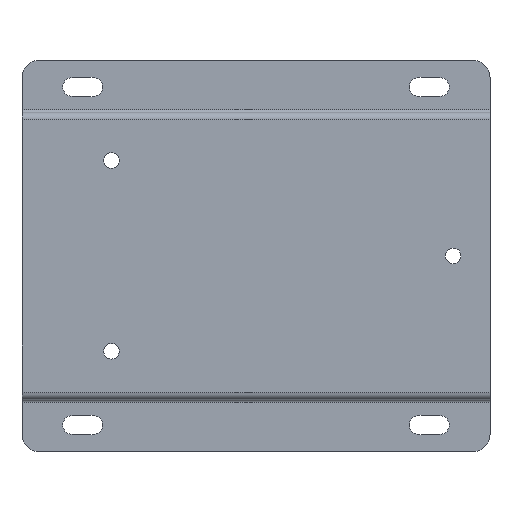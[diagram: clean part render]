
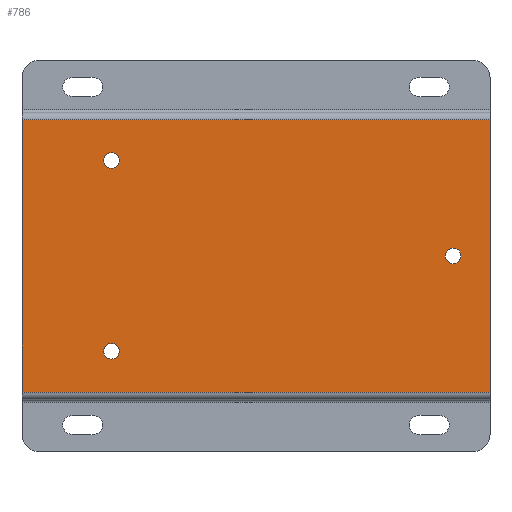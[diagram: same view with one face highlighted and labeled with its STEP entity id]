
A CAD part, top view. The second image highlights one B-rep face of the part: STEP entity #786.
In plain terms, the highlighted planar face has unit normal (0, 0, 1).
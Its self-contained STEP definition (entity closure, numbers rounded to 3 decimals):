
#8 = VECTOR ( 'NONE', #1179, 1000. ) ;
#134 = ORIENTED_EDGE ( 'NONE', *, *, #1108, .T. ) ;
#141 = DIRECTION ( 'NONE',  ( 0., 0., -1. ) ) ;
#144 = CARTESIAN_POINT ( 'NONE',  ( -39.475, 27.5, 0. ) ) ;
#147 = CARTESIAN_POINT ( 'NONE',  ( 56.875, 0., 0. ) ) ;
#170 = VERTEX_POINT ( 'NONE', #1809 ) ;
#192 = EDGE_CURVE ( 'NONE', #1720, #1081, #773, .T. ) ;
#212 = CIRCLE ( 'NONE', #865, 2.25 ) ;
#236 = DIRECTION ( 'NONE',  ( 0., 0., -1. ) ) ;
#315 = EDGE_CURVE ( 'NONE', #1264, #170, #212, .T. ) ;
#346 = DIRECTION ( 'NONE',  ( 1., 0., 0. ) ) ;
#347 = CARTESIAN_POINT ( 'NONE',  ( 0., -39.263, 0. ) ) ;
#359 = CARTESIAN_POINT ( 'NONE',  ( -41.725, 27.5, 0. ) ) ;
#365 = CARTESIAN_POINT ( 'NONE',  ( -67.5, 0., 0. ) ) ;
#367 = CIRCLE ( 'NONE', #1135, 2.25 ) ;
#373 = CARTESIAN_POINT ( 'NONE',  ( -41.725, -27.5, 0. ) ) ;
#380 = EDGE_LOOP ( 'NONE', ( #458, #1841, #1639, #134 ) ) ;
#458 = ORIENTED_EDGE ( 'NONE', *, *, #1155, .T. ) ;
#472 = CARTESIAN_POINT ( 'NONE',  ( 67.5, -39.263, 0. ) ) ;
#523 = VERTEX_POINT ( 'NONE', #882 ) ;
#533 = LINE ( 'NONE', #365, #862 ) ;
#544 = AXIS2_PLACEMENT_3D ( 'NONE', #1422, #1123, #1843 ) ;
#548 = EDGE_CURVE ( 'NONE', #1142, #903, #1545, .T. ) ;
#600 = DIRECTION ( 'NONE',  ( 0., 0., -1. ) ) ;
#638 = CARTESIAN_POINT ( 'NONE',  ( -41.725, 27.5, 0. ) ) ;
#643 = EDGE_CURVE ( 'NONE', #523, #1811, #1171, .T. ) ;
#677 = DIRECTION ( 'NONE',  ( 0., 0., -1. ) ) ;
#678 = EDGE_LOOP ( 'NONE', ( #1334, #1214 ) ) ;
#693 = FACE_OUTER_BOUND ( 'NONE', #380, .T. ) ;
#730 = AXIS2_PLACEMENT_3D ( 'NONE', #373, #785, #1490 ) ;
#731 = VECTOR ( 'NONE', #896, 1000. ) ;
#745 = EDGE_CURVE ( 'NONE', #903, #1142, #1083, .T. ) ;
#748 = CARTESIAN_POINT ( 'NONE',  ( 67.5, 0., 0. ) ) ;
#761 = CARTESIAN_POINT ( 'NONE',  ( 0., 39.263, 0. ) ) ;
#773 = CIRCLE ( 'NONE', #1301, 2.25 ) ;
#775 = DIRECTION ( 'NONE',  ( 0., -1., 0. ) ) ;
#785 = DIRECTION ( 'NONE',  ( 0., 0., -1. ) ) ;
#786 = ADVANCED_FACE ( 'NONE', ( #1562, #1541, #1353, #693 ), #1416, .T. ) ;
#797 = CARTESIAN_POINT ( 'NONE',  ( 59.125, 0., 0. ) ) ;
#862 = VECTOR ( 'NONE', #775, 1000. ) ;
#865 = AXIS2_PLACEMENT_3D ( 'NONE', #147, #141, #957 ) ;
#882 = CARTESIAN_POINT ( 'NONE',  ( -67.5, -39.263, 0. ) ) ;
#896 = DIRECTION ( 'NONE',  ( 0., 1., 0. ) ) ;
#899 = VERTEX_POINT ( 'NONE', #1557 ) ;
#903 = VERTEX_POINT ( 'NONE', #144 ) ;
#910 = AXIS2_PLACEMENT_3D ( 'NONE', #359, #1466, #1165 ) ;
#957 = DIRECTION ( 'NONE',  ( 1., 0., 0. ) ) ;
#989 = ORIENTED_EDGE ( 'NONE', *, *, #548, .T. ) ;
#1022 = CARTESIAN_POINT ( 'NONE',  ( -43.975, 27.5, 0. ) ) ;
#1060 = DIRECTION ( 'NONE',  ( 1., 0., 0. ) ) ;
#1068 = VERTEX_POINT ( 'NONE', #1464 ) ;
#1081 = VERTEX_POINT ( 'NONE', #1632 ) ;
#1083 = CIRCLE ( 'NONE', #1791, 2.25 ) ;
#1108 = EDGE_CURVE ( 'NONE', #1811, #899, #1186, .T. ) ;
#1118 = EDGE_CURVE ( 'NONE', #170, #1264, #367, .T. ) ;
#1123 = DIRECTION ( 'NONE',  ( 0., 0., 1. ) ) ;
#1135 = AXIS2_PLACEMENT_3D ( 'NONE', #1174, #600, #346 ) ;
#1142 = VERTEX_POINT ( 'NONE', #1022 ) ;
#1155 = EDGE_CURVE ( 'NONE', #899, #1068, #1673, .T. ) ;
#1157 = EDGE_CURVE ( 'NONE', #1081, #1720, #1272, .T. ) ;
#1165 = DIRECTION ( 'NONE',  ( 1., 0., 0. ) ) ;
#1171 = LINE ( 'NONE', #347, #1333 ) ;
#1174 = CARTESIAN_POINT ( 'NONE',  ( 56.875, 0., 0. ) ) ;
#1179 = DIRECTION ( 'NONE',  ( -1., 0., 0. ) ) ;
#1186 = LINE ( 'NONE', #748, #731 ) ;
#1214 = ORIENTED_EDGE ( 'NONE', *, *, #1157, .T. ) ;
#1264 = VERTEX_POINT ( 'NONE', #797 ) ;
#1272 = CIRCLE ( 'NONE', #730, 2.25 ) ;
#1280 = ORIENTED_EDGE ( 'NONE', *, *, #1118, .T. ) ;
#1301 = AXIS2_PLACEMENT_3D ( 'NONE', #1361, #677, #1683 ) ;
#1333 = VECTOR ( 'NONE', #1628, 1000. ) ;
#1334 = ORIENTED_EDGE ( 'NONE', *, *, #192, .T. ) ;
#1353 = FACE_BOUND ( 'NONE', #1480, .T. ) ;
#1361 = CARTESIAN_POINT ( 'NONE',  ( -41.725, -27.5, 0. ) ) ;
#1399 = ORIENTED_EDGE ( 'NONE', *, *, #315, .T. ) ;
#1416 = PLANE ( 'NONE',  #544 ) ;
#1422 = CARTESIAN_POINT ( 'NONE',  ( 0., 0., 0. ) ) ;
#1464 = CARTESIAN_POINT ( 'NONE',  ( -67.5, 39.263, 0. ) ) ;
#1466 = DIRECTION ( 'NONE',  ( 0., 0., -1. ) ) ;
#1480 = EDGE_LOOP ( 'NONE', ( #1640, #989 ) ) ;
#1490 = DIRECTION ( 'NONE',  ( 1., 0., 0. ) ) ;
#1541 = FACE_BOUND ( 'NONE', #678, .T. ) ;
#1545 = CIRCLE ( 'NONE', #910, 2.25 ) ;
#1557 = CARTESIAN_POINT ( 'NONE',  ( 67.5, 39.263, 0. ) ) ;
#1562 = FACE_BOUND ( 'NONE', #1772, .T. ) ;
#1628 = DIRECTION ( 'NONE',  ( 1., 0., 0. ) ) ;
#1632 = CARTESIAN_POINT ( 'NONE',  ( -43.975, -27.5, 0. ) ) ;
#1639 = ORIENTED_EDGE ( 'NONE', *, *, #643, .T. ) ;
#1640 = ORIENTED_EDGE ( 'NONE', *, *, #745, .T. ) ;
#1673 = LINE ( 'NONE', #761, #8 ) ;
#1683 = DIRECTION ( 'NONE',  ( 1., 0., 0. ) ) ;
#1720 = VERTEX_POINT ( 'NONE', #1773 ) ;
#1772 = EDGE_LOOP ( 'NONE', ( #1399, #1280 ) ) ;
#1773 = CARTESIAN_POINT ( 'NONE',  ( -39.475, -27.5, 0. ) ) ;
#1789 = EDGE_CURVE ( 'NONE', #1068, #523, #533, .T. ) ;
#1791 = AXIS2_PLACEMENT_3D ( 'NONE', #638, #236, #1060 ) ;
#1809 = CARTESIAN_POINT ( 'NONE',  ( 54.625, 0., 0. ) ) ;
#1811 = VERTEX_POINT ( 'NONE', #472 ) ;
#1841 = ORIENTED_EDGE ( 'NONE', *, *, #1789, .T. ) ;
#1843 = DIRECTION ( 'NONE',  ( 1., 0., 0. ) ) ;
